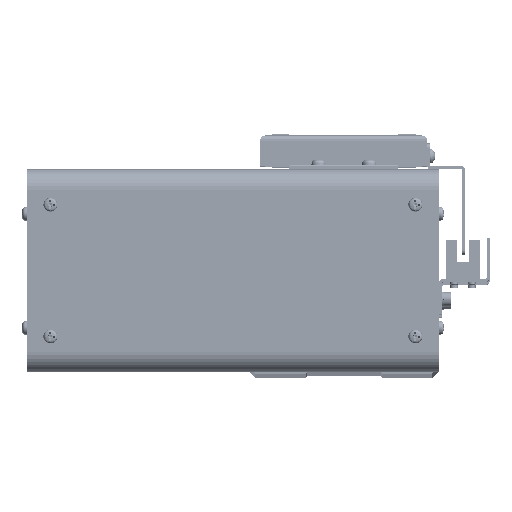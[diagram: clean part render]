
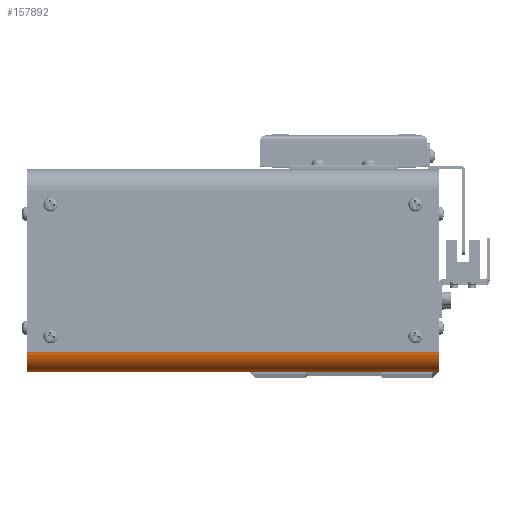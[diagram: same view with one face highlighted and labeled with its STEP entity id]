
A CAD part, top view. The second image highlights one B-rep face of the part: STEP entity #157892.
In plain terms, the highlighted cylindrical face has radius 8 mm (diameter 16 mm), a partial arc.
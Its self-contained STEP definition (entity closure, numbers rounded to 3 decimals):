
#6309 = ORIENTED_EDGE ( 'NONE', *, *, #157991, .F. ) ;
#28492 = AXIS2_PLACEMENT_3D ( 'NONE', #88421, #61148, #46315 ) ;
#32269 = CARTESIAN_POINT ( 'NONE',  ( -81.25, -40., 17. ) ) ;
#40786 = LINE ( 'NONE', #32269, #81134 ) ;
#42458 = VERTEX_POINT ( 'NONE', #43876 ) ;
#43876 = CARTESIAN_POINT ( 'NONE',  ( -81.25, -32., 25. ) ) ;
#46315 = DIRECTION ( 'NONE',  ( 0., 0., 1. ) ) ;
#46352 = CARTESIAN_POINT ( 'NONE',  ( 81.25, -32., 25. ) ) ;
#47543 = LINE ( 'NONE', #81859, #151595 ) ;
#48411 = CIRCLE ( 'NONE', #156434, 8. ) ;
#53258 = CIRCLE ( 'NONE', #168292, 8. ) ;
#61148 = DIRECTION ( 'NONE',  ( -1., 0., 0. ) ) ;
#63564 = CARTESIAN_POINT ( 'NONE',  ( -81.25, -32., 17. ) ) ;
#64011 = VERTEX_POINT ( 'NONE', #137503 ) ;
#70627 = CARTESIAN_POINT ( 'NONE',  ( 81.25, -40., 17. ) ) ;
#77119 = CARTESIAN_POINT ( 'NONE',  ( 81.25, -32., 17. ) ) ;
#77169 = DIRECTION ( 'NONE',  ( 0., 1., 0. ) ) ;
#81134 = VECTOR ( 'NONE', #113521, 1000. ) ;
#81859 = CARTESIAN_POINT ( 'NONE',  ( 81.25, -32., 25. ) ) ;
#88421 = CARTESIAN_POINT ( 'NONE',  ( 0., -32., 17. ) ) ;
#90769 = DIRECTION ( 'NONE',  ( 0., 0., 1. ) ) ;
#95527 = DIRECTION ( 'NONE',  ( 1., 0., 0. ) ) ;
#98702 = EDGE_CURVE ( 'NONE', #64011, #42458, #48411, .T. ) ;
#104562 = ORIENTED_EDGE ( 'NONE', *, *, #98702, .F. ) ;
#113521 = DIRECTION ( 'NONE',  ( -1., 0., 0. ) ) ;
#117358 = EDGE_CURVE ( 'NONE', #42458, #121919, #47543, .T. ) ;
#118208 = ORIENTED_EDGE ( 'NONE', *, *, #117358, .F. ) ;
#119744 = ORIENTED_EDGE ( 'NONE', *, *, #138319, .F. ) ;
#121919 = VERTEX_POINT ( 'NONE', #46352 ) ;
#137503 = CARTESIAN_POINT ( 'NONE',  ( -81.25, -40., 17. ) ) ;
#138319 = EDGE_CURVE ( 'NONE', #174217, #64011, #40786, .T. ) ;
#151595 = VECTOR ( 'NONE', #95527, 1000. ) ;
#156434 = AXIS2_PLACEMENT_3D ( 'NONE', #63564, #158503, #77169 ) ;
#157892 = ADVANCED_FACE ( 'NONE', ( #165782 ), #161537, .T. ) ;
#157991 = EDGE_CURVE ( 'NONE', #121919, #174217, #53258, .T. ) ;
#158503 = DIRECTION ( 'NONE',  ( -1., 0., 0. ) ) ;
#161537 = CYLINDRICAL_SURFACE ( 'NONE', #28492, 8. ) ;
#165782 = FACE_OUTER_BOUND ( 'NONE', #172597, .T. ) ;
#168292 = AXIS2_PLACEMENT_3D ( 'NONE', #77119, #172092, #90769 ) ;
#172092 = DIRECTION ( 'NONE',  ( 1., 0., 0. ) ) ;
#172597 = EDGE_LOOP ( 'NONE', ( #104562, #119744, #6309, #118208 ) ) ;
#174217 = VERTEX_POINT ( 'NONE', #70627 ) ;
